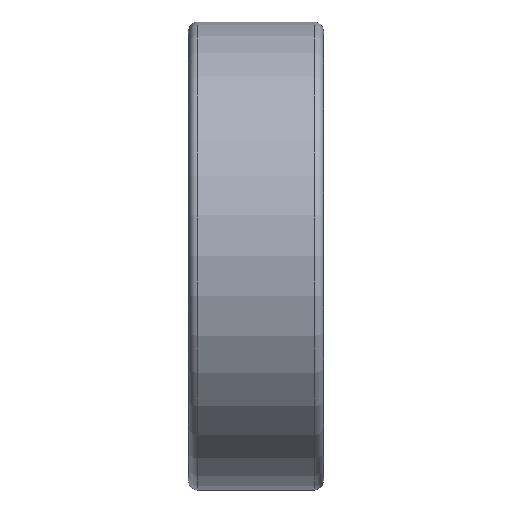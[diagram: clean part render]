
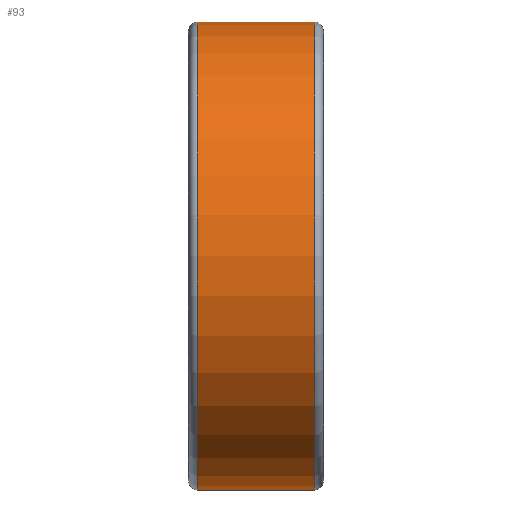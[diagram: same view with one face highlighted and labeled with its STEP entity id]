
A CAD part, top view. The second image highlights one B-rep face of the part: STEP entity #93.
In plain terms, the highlighted cylindrical face has radius 26 mm (diameter 52 mm), a full revolution.
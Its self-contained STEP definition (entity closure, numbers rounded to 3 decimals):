
#93=ADVANCED_FACE('',(#309,#311),#313,.T.);
#309=FACE_OUTER_BOUND('',#310,.T.);
#310=EDGE_LOOP('',(#490));
#311=FACE_OUTER_BOUND('',#312,.T.);
#312=EDGE_LOOP('',(#491));
#313=CYLINDRICAL_SURFACE('',#314,26.);
#314=AXIS2_PLACEMENT_3D('',#315,#316,#317);
#315=CARTESIAN_POINT('',(-7.5,0.,0.));
#316=DIRECTION('',(1.,0.,0.));
#317=DIRECTION('',(0.,0.,-1.));
#490=ORIENTED_EDGE('',*,*,#536,.F.);
#491=ORIENTED_EDGE('',*,*,#537,.T.);
#536=EDGE_CURVE('',#568,#568,#569,.T.);
#537=EDGE_CURVE('',#570,#570,#571,.T.);
#568=VERTEX_POINT('',#640);
#569=CIRCLE('',#641,26.);
#570=VERTEX_POINT('',#645);
#571=CIRCLE('',#646,26.);
#640=CARTESIAN_POINT('',(6.5,0.,-26.));
#641=AXIS2_PLACEMENT_3D('',#642,#643,#644);
#642=CARTESIAN_POINT('',(6.5,0.,0.));
#643=DIRECTION('',(1.,0.,0.));
#644=DIRECTION('',(0.,0.,-1.));
#645=CARTESIAN_POINT('',(-6.5,0.,-26.));
#646=AXIS2_PLACEMENT_3D('',#647,#648,#649);
#647=CARTESIAN_POINT('',(-6.5,0.,0.));
#648=DIRECTION('',(1.,0.,0.));
#649=DIRECTION('',(0.,0.,-1.));
